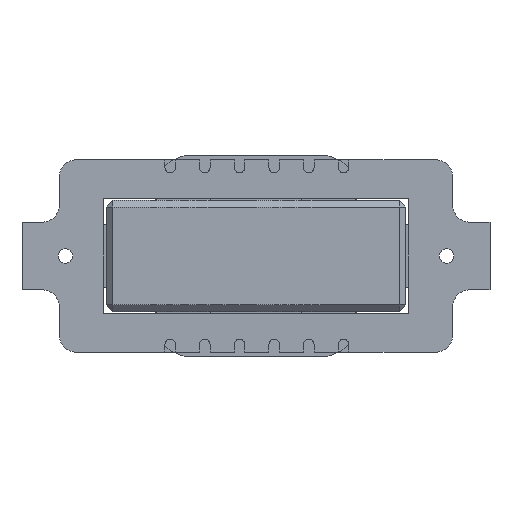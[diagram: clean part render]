
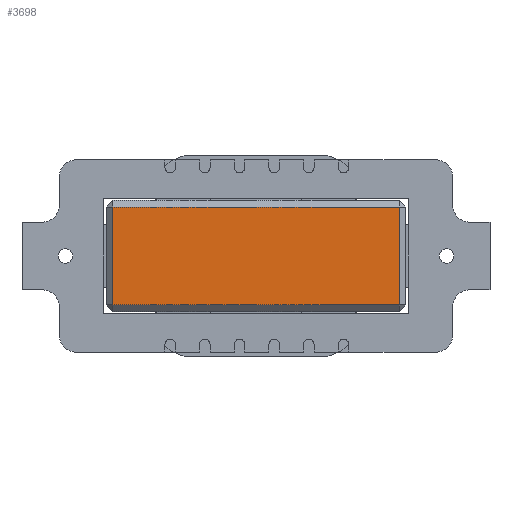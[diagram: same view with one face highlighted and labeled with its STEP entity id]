
A CAD part, front view. The second image highlights one B-rep face of the part: STEP entity #3698.
In plain terms, the highlighted face is planar.
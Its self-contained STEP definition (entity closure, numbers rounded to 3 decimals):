
#176 = CARTESIAN_POINT ( 'NONE',  ( -41.25, 31.174, 14.1 ) ) ;
#516 = LINE ( 'NONE', #5875, #4676 ) ;
#856 = VECTOR ( 'NONE', #2923, 1000. ) ;
#1247 = LINE ( 'NONE', #2803, #6901 ) ;
#1321 = CARTESIAN_POINT ( 'NONE',  ( -41.25, 31.174, 16.1 ) ) ;
#1568 = DIRECTION ( 'NONE',  ( 0., 0., -1. ) ) ;
#1651 = CARTESIAN_POINT ( 'NONE',  ( 41.25, 31.174, 14.1 ) ) ;
#2244 = ORIENTED_EDGE ( 'NONE', *, *, #6709, .T. ) ;
#2632 = EDGE_CURVE ( 'NONE', #4130, #5217, #7448, .T. ) ;
#2803 = CARTESIAN_POINT ( 'NONE',  ( 43.25, 31.174, 14.1 ) ) ;
#2873 = DIRECTION ( 'NONE',  ( 1., 0., 0. ) ) ;
#2923 = DIRECTION ( 'NONE',  ( 0., 0., 1. ) ) ;
#3188 = VECTOR ( 'NONE', #1568, 1000. ) ;
#3416 = CARTESIAN_POINT ( 'NONE',  ( 41.25, 31.174, -14.1 ) ) ;
#3630 = CARTESIAN_POINT ( 'NONE',  ( 43.25, 31.174, 16.1 ) ) ;
#3698 = ADVANCED_FACE ( 'NONE', ( #5174 ), #9696, .F. ) ;
#3980 = AXIS2_PLACEMENT_3D ( 'NONE', #3630, #6660, #2873 ) ;
#4130 = VERTEX_POINT ( 'NONE', #9783 ) ;
#4286 = VERTEX_POINT ( 'NONE', #3416 ) ;
#4354 = DIRECTION ( 'NONE',  ( 1., 0., 0. ) ) ;
#4521 = ORIENTED_EDGE ( 'NONE', *, *, #6322, .T. ) ;
#4676 = VECTOR ( 'NONE', #9692, 1000. ) ;
#4681 = LINE ( 'NONE', #8615, #3188 ) ;
#5102 = EDGE_LOOP ( 'NONE', ( #2244, #7852, #4521, #7152 ) ) ;
#5174 = FACE_OUTER_BOUND ( 'NONE', #5102, .T. ) ;
#5217 = VERTEX_POINT ( 'NONE', #176 ) ;
#5421 = VERTEX_POINT ( 'NONE', #1651 ) ;
#5875 = CARTESIAN_POINT ( 'NONE',  ( 43.25, 31.174, -14.1 ) ) ;
#6322 = EDGE_CURVE ( 'NONE', #4286, #4130, #516, .T. ) ;
#6660 = DIRECTION ( 'NONE',  ( 0., -1., 0. ) ) ;
#6709 = EDGE_CURVE ( 'NONE', #5217, #5421, #1247, .T. ) ;
#6901 = VECTOR ( 'NONE', #4354, 1000. ) ;
#7152 = ORIENTED_EDGE ( 'NONE', *, *, #2632, .T. ) ;
#7448 = LINE ( 'NONE', #1321, #856 ) ;
#7852 = ORIENTED_EDGE ( 'NONE', *, *, #9211, .T. ) ;
#8615 = CARTESIAN_POINT ( 'NONE',  ( 41.25, 31.174, 16.1 ) ) ;
#9211 = EDGE_CURVE ( 'NONE', #5421, #4286, #4681, .T. ) ;
#9692 = DIRECTION ( 'NONE',  ( -1., 0., 0. ) ) ;
#9696 = PLANE ( 'NONE',  #3980 ) ;
#9783 = CARTESIAN_POINT ( 'NONE',  ( -41.25, 31.174, -14.1 ) ) ;
